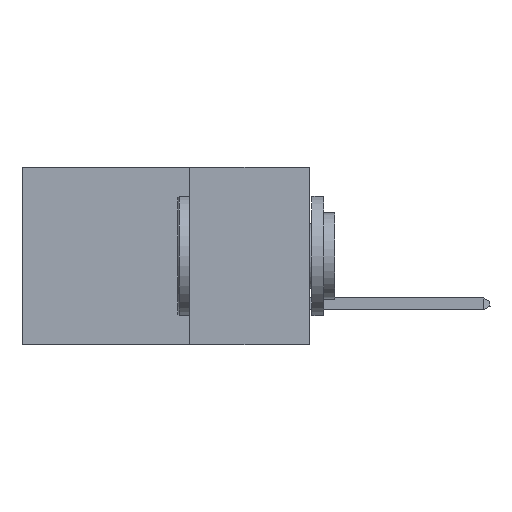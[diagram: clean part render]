
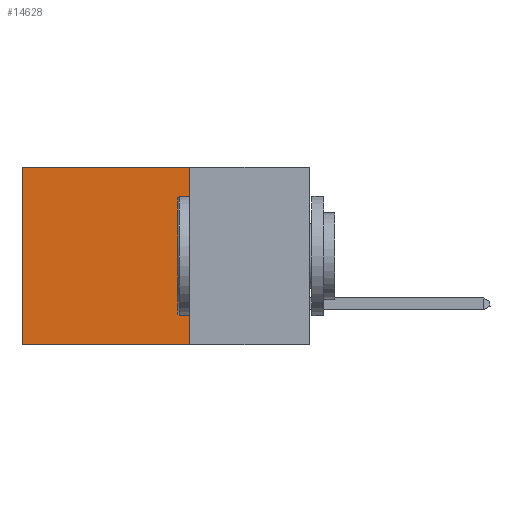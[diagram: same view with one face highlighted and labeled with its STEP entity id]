
A CAD part, left-side view. The second image highlights one B-rep face of the part: STEP entity #14628.
In plain terms, the highlighted planar face has unit normal (-1, 0, 0).
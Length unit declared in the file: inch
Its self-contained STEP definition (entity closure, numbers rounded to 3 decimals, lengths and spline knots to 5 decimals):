
#349 = CARTESIAN_POINT ( 'NONE',  ( 0.2875, 0.25, 0. ) ) ;
#1694 = EDGE_CURVE ( 'NONE', #19099, #16273, #12855, .T. ) ;
#2107 = EDGE_LOOP ( 'NONE', ( #24497, #6262, #15012, #23027 ) ) ;
#2139 = LINE ( 'NONE', #14429, #6026 ) ;
#3072 = LINE ( 'NONE', #5508, #22399 ) ;
#3118 = AXIS2_PLACEMENT_3D ( 'NONE', #349, #18050, #4592 ) ;
#3471 = DIRECTION ( 'NONE',  ( 0., 0., -1. ) ) ;
#3745 = VECTOR ( 'NONE', #9207, 39.37008 ) ;
#3992 = CARTESIAN_POINT ( 'NONE',  ( 0.2875, 0.6, 0. ) ) ;
#4592 = DIRECTION ( 'NONE',  ( 0., 0., -1. ) ) ;
#5026 = CARTESIAN_POINT ( 'NONE',  ( 0.2875, 0.25, -0.37 ) ) ;
#5508 = CARTESIAN_POINT ( 'NONE',  ( 0.2875, 0.25, 0. ) ) ;
#6026 = VECTOR ( 'NONE', #16903, 39.37008 ) ;
#6262 = ORIENTED_EDGE ( 'NONE', *, *, #1694, .F. ) ;
#6646 = CARTESIAN_POINT ( 'NONE',  ( 0.2875, 0.6, -0.37 ) ) ;
#7802 = VECTOR ( 'NONE', #3471, 39.37008 ) ;
#8123 = EDGE_CURVE ( 'NONE', #12301, #19099, #2139, .T. ) ;
#9207 = DIRECTION ( 'NONE',  ( 0., 1., 0. ) ) ;
#9726 = VERTEX_POINT ( 'NONE', #3992 ) ;
#9884 = CARTESIAN_POINT ( 'NONE',  ( 0.2875, 0.25, -0.37 ) ) ;
#12301 = VERTEX_POINT ( 'NONE', #13748 ) ;
#12855 = LINE ( 'NONE', #5026, #3745 ) ;
#13748 = CARTESIAN_POINT ( 'NONE',  ( 0.2875, 0.25, 0. ) ) ;
#14429 = CARTESIAN_POINT ( 'NONE',  ( 0.2875, 0.25, 0. ) ) ;
#14628 = ADVANCED_FACE ( 'NONE', ( #25241 ), #22446, .F. ) ;
#15012 = ORIENTED_EDGE ( 'NONE', *, *, #8123, .F. ) ;
#16273 = VERTEX_POINT ( 'NONE', #6646 ) ;
#16903 = DIRECTION ( 'NONE',  ( 0., 0., -1. ) ) ;
#17829 = EDGE_CURVE ( 'NONE', #9726, #16273, #23642, .T. ) ;
#18050 = DIRECTION ( 'NONE',  ( 1., 0., 0. ) ) ;
#19099 = VERTEX_POINT ( 'NONE', #9884 ) ;
#21094 = DIRECTION ( 'NONE',  ( 0., 1., 0. ) ) ;
#22399 = VECTOR ( 'NONE', #21094, 39.37008 ) ;
#22446 = PLANE ( 'NONE',  #3118 ) ;
#22891 = EDGE_CURVE ( 'NONE', #12301, #9726, #3072, .T. ) ;
#23027 = ORIENTED_EDGE ( 'NONE', *, *, #22891, .T. ) ;
#23528 = CARTESIAN_POINT ( 'NONE',  ( 0.2875, 0.6, 0. ) ) ;
#23642 = LINE ( 'NONE', #23528, #7802 ) ;
#24497 = ORIENTED_EDGE ( 'NONE', *, *, #17829, .T. ) ;
#25241 = FACE_OUTER_BOUND ( 'NONE', #2107, .T. ) ;
